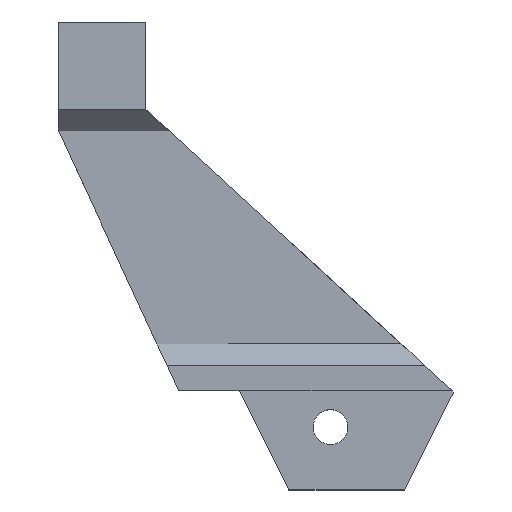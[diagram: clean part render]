
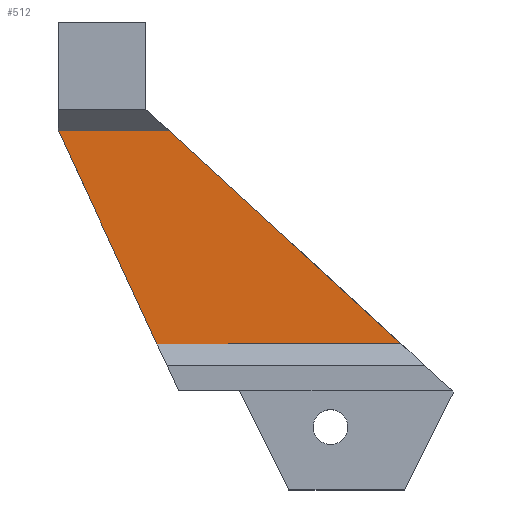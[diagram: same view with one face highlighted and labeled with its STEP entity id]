
A CAD part, top view. The second image highlights one B-rep face of the part: STEP entity #512.
In plain terms, the highlighted planar face has unit normal (0, 0, 1).
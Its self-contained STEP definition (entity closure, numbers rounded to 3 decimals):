
#38=PLANE('',#558);
#67=FACE_OUTER_BOUND('',#97,.T.);
#97=EDGE_LOOP('',(#452,#453,#454,#455));
#143=LINE('',#782,#209);
#154=LINE('',#804,#220);
#159=LINE('',#814,#225);
#163=LINE('',#822,#229);
#209=VECTOR('',#639,10.);
#220=VECTOR('',#658,10.);
#225=VECTOR('',#667,10.);
#229=VECTOR('',#677,10.);
#261=VERTEX_POINT('',#764);
#268=VERTEX_POINT('',#780);
#275=VERTEX_POINT('',#802);
#277=VERTEX_POINT('',#810);
#323=EDGE_CURVE('',#268,#261,#143,.T.);
#334=EDGE_CURVE('',#275,#268,#154,.T.);
#339=EDGE_CURVE('',#261,#277,#159,.T.);
#343=EDGE_CURVE('',#277,#275,#163,.T.);
#452=ORIENTED_EDGE('',*,*,#334,.F.);
#453=ORIENTED_EDGE('',*,*,#343,.F.);
#454=ORIENTED_EDGE('',*,*,#339,.F.);
#455=ORIENTED_EDGE('',*,*,#323,.F.);
#512=ADVANCED_FACE('',(#67),#38,.F.);
#558=AXIS2_PLACEMENT_3D('',#821,#675,#676);
#639=DIRECTION('',(-0.42,0.908,0.));
#658=DIRECTION('',(-1.,-0.003,0.));
#667=DIRECTION('',(1.,0.,0.));
#675=DIRECTION('center_axis',(0.,0.,
-1.));
#676=DIRECTION('ref_axis',(1.,0.,0.));
#677=DIRECTION('',(0.736,-0.677,0.));
#764=CARTESIAN_POINT('',(-26.456,60.544,29.083));
#780=CARTESIAN_POINT('',(-17.395,40.94,29.083));
#782=CARTESIAN_POINT('',(-15.409,36.644,29.083));
#802=CARTESIAN_POINT('',(5.,40.997,29.083));
#804=CARTESIAN_POINT('',(-0.419,40.983,29.083));
#810=CARTESIAN_POINT('',(-16.279,60.544,29.083));
#814=CARTESIAN_POINT('',(-17.241,60.544,29.083));
#821=CARTESIAN_POINT('Origin',(-8.025,49.044,29.083));
#822=CARTESIAN_POINT('',(-18.456,62.544,29.083));
